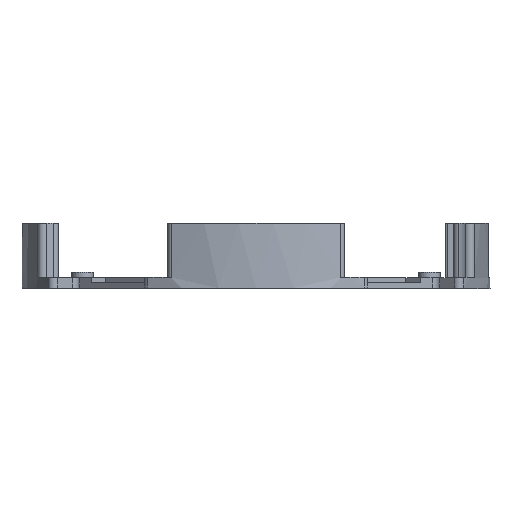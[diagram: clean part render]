
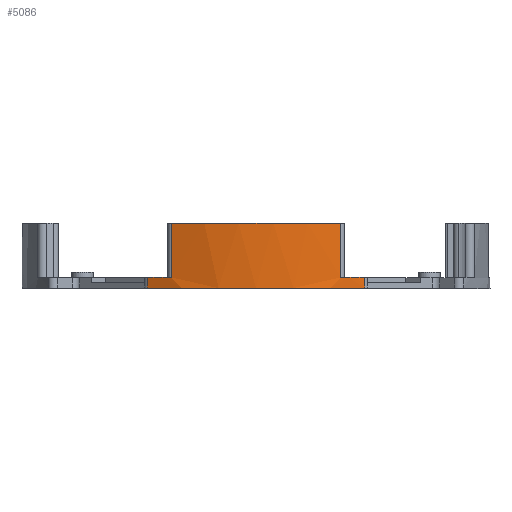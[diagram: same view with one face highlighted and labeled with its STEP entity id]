
A CAD part, top view. The second image highlights one B-rep face of the part: STEP entity #5086.
In plain terms, the highlighted cylindrical face has radius 108 mm (diameter 216 mm), a partial arc.
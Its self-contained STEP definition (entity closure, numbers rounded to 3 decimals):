
#203=CIRCLE('',#5357,108.);
#283=CIRCLE('',#5440,108.);
#291=CIRCLE('',#5448,108.);
#434=CIRCLE('',#5651,108.);
#573=CYLINDRICAL_SURFACE('',#5707,108.);
#799=FACE_OUTER_BOUND('',#1138,.T.);
#1138=EDGE_LOOP('',(#4241,#4242,#4243,#4244,#4245,#4246,#4247,#4248));
#1530=LINE('',#8845,#1901);
#1534=LINE('',#8852,#1905);
#1556=LINE('',#8966,#1927);
#1557=LINE('',#8967,#1928);
#1901=VECTOR('',#6946,10.);
#1905=VECTOR('',#6956,10.);
#1927=VECTOR('',#7068,10.);
#1928=VECTOR('',#7069,10.);
#2173=VERTEX_POINT('',#7914);
#2174=VERTEX_POINT('',#7916);
#2284=VERTEX_POINT('',#8149);
#2285=VERTEX_POINT('',#8151);
#2292=VERTEX_POINT('',#8165);
#2293=VERTEX_POINT('',#8167);
#2483=VERTEX_POINT('',#8827);
#2484=VERTEX_POINT('',#8829);
#2719=EDGE_CURVE('',#2174,#2173,#203,.T.);
#2840=EDGE_CURVE('',#2285,#2284,#283,.T.);
#2848=EDGE_CURVE('',#2293,#2292,#291,.T.);
#3107=EDGE_CURVE('',#2483,#2484,#434,.T.);
#3115=EDGE_CURVE('',#2285,#2483,#1530,.T.);
#3119=EDGE_CURVE('',#2484,#2292,#1534,.T.);
#3176=EDGE_CURVE('',#2174,#2284,#1556,.T.);
#3177=EDGE_CURVE('',#2293,#2173,#1557,.T.);
#4241=ORIENTED_EDGE('',*,*,#2840,.T.);
#4242=ORIENTED_EDGE('',*,*,#3176,.F.);
#4243=ORIENTED_EDGE('',*,*,#2719,.T.);
#4244=ORIENTED_EDGE('',*,*,#3177,.F.);
#4245=ORIENTED_EDGE('',*,*,#2848,.T.);
#4246=ORIENTED_EDGE('',*,*,#3119,.F.);
#4247=ORIENTED_EDGE('',*,*,#3107,.F.);
#4248=ORIENTED_EDGE('',*,*,#3115,.F.);
#5086=ADVANCED_FACE('',(#799),#573,.T.);
#5357=AXIS2_PLACEMENT_3D('',#7917,#6191,#6192);
#5440=AXIS2_PLACEMENT_3D('',#8152,#6398,#6399);
#5448=AXIS2_PLACEMENT_3D('',#8168,#6414,#6415);
#5651=AXIS2_PLACEMENT_3D('',#8830,#6927,#6928);
#5707=AXIS2_PLACEMENT_3D('',#8965,#7066,#7067);
#6191=DIRECTION('center_axis',(0.,1.,0.));
#6192=DIRECTION('ref_axis',(-0.491,0.,0.871));
#6398=DIRECTION('center_axis',(0.,-1.,0.));
#6399=DIRECTION('ref_axis',(-0.491,0.,0.871));
#6414=DIRECTION('center_axis',(0.,-1.,0.));
#6415=DIRECTION('ref_axis',(-0.491,0.,0.871));
#6927=DIRECTION('center_axis',(0.,1.,0.));
#6928=DIRECTION('ref_axis',(-0.491,0.,0.871));
#6946=DIRECTION('',(0.,1.,0.));
#6956=DIRECTION('',(0.,-1.,0.));
#7066=DIRECTION('center_axis',(0.,1.,0.));
#7067=DIRECTION('ref_axis',(-0.491,0.,0.871));
#7068=DIRECTION('',(0.,1.,0.));
#7069=DIRECTION('',(0.,-1.,0.));
#7914=CARTESIAN_POINT('',(50.082,0.,95.686));
#7916=CARTESIAN_POINT('',(-50.082,0.,95.686));
#7917=CARTESIAN_POINT('Origin',(0.,0.,0.));
#8149=CARTESIAN_POINT('',(-50.082,5.,95.686));
#8151=CARTESIAN_POINT('',(-39.159,5.,100.651));
#8152=CARTESIAN_POINT('Origin',(0.,5.,0.));
#8165=CARTESIAN_POINT('',(39.159,5.,100.651));
#8167=CARTESIAN_POINT('',(50.082,5.,95.686));
#8168=CARTESIAN_POINT('Origin',(0.,5.,0.));
#8827=CARTESIAN_POINT('',(-39.159,30.,100.651));
#8829=CARTESIAN_POINT('',(39.159,30.,100.651));
#8830=CARTESIAN_POINT('Origin',(0.,30.,0.));
#8845=CARTESIAN_POINT('',(-39.159,0.,100.651));
#8852=CARTESIAN_POINT('',(39.159,0.,100.651));
#8965=CARTESIAN_POINT('Origin',(0.,0.,0.));
#8966=CARTESIAN_POINT('',(-50.082,0.,95.686));
#8967=CARTESIAN_POINT('',(50.082,0.,95.686));
